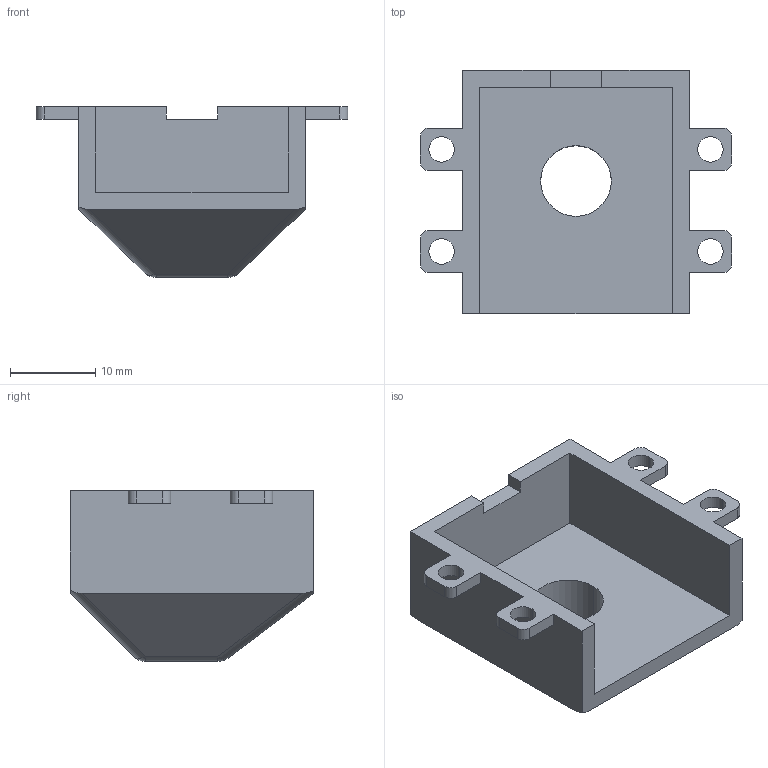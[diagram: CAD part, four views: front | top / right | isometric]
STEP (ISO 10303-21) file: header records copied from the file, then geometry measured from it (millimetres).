
FILE_DESCRIPTION (( 'STEP AP214' ), '1' );
FILE_NAME ('M_C1.STEP', '2025-10-27T07:13:48', ( '' ), ( '' ), 'SwSTEP 2.0', 'SolidWorks 2022', '' );
FILE_SCHEMA (( 'AUTOMOTIVE_DESIGN' ));
Length unit declared in the file: millimetre
Products named in the file (1): M_C1
Bounding box: 36.6 x 28.6 x 20.1 mm (x, y, z)
Volume: 5696.8 mm3; surface area: 4006.1 mm2
Topology: 1 solids, 1 shells, 64 faces, 174 edges, 112 vertices
Faces by surface type: plane 34, cylinder 26, sphere 4
Entity records: 2064 total; most frequent: CARTESIAN_POINT 375, ORIENTED_EDGE 348, DIRECTION 344, EDGE_CURVE 174, LINE 118, VECTOR 118, AXIS2_PLACEMENT_3D 113, VERTEX_POINT 112
